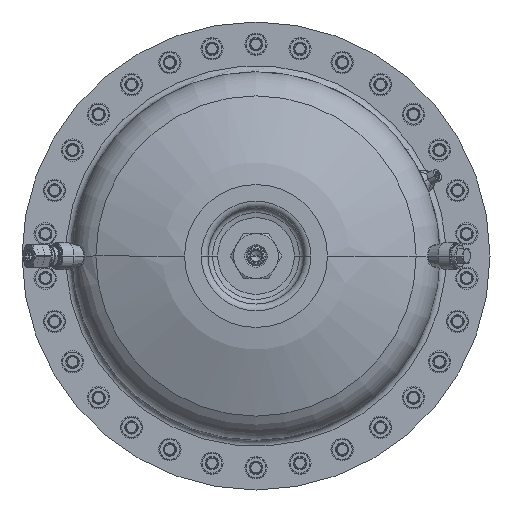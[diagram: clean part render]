
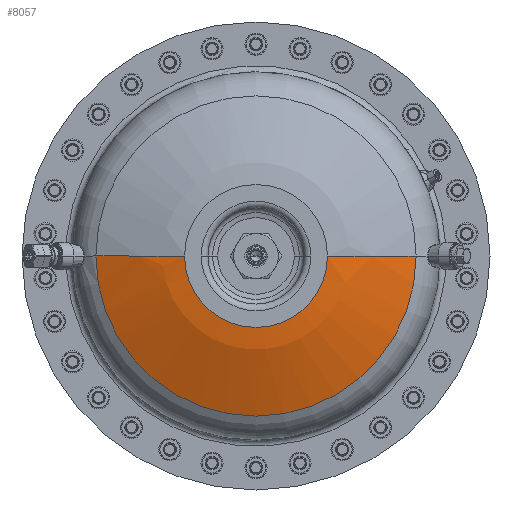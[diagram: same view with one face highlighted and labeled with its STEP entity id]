
A CAD part, front view. The second image highlights one B-rep face of the part: STEP entity #8057.
In plain terms, the highlighted spherical face has radius 304 mm.
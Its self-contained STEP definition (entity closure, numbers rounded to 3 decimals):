
#6285=CARTESIAN_POINT('',(0.,81.,0.));
#6286=DIRECTION('',(0.,-1.,0.));
#6287=DIRECTION('',(1.,0.,0.));
#6288=AXIS2_PLACEMENT_3D('',#6285,#6286,#6287);
#6294=CARTESIAN_POINT('',(0.,-222.39,0.));
#6295=DIRECTION('',(0.,0.,1.));
#6296=DIRECTION('',(0.428,0.904,0.));
#6297=AXIS2_PLACEMENT_3D('',#6294,#6295,#6296);
#6299=CARTESIAN_POINT('',(0.,52.391,0.));
#6300=DIRECTION('',(0.,-1.,0.));
#6301=DIRECTION('',(1.,0.,0.));
#6302=AXIS2_PLACEMENT_3D('',#6299,#6300,#6301);
#6304=CARTESIAN_POINT('',(0.,-222.39,0.));
#6305=DIRECTION('',(0.,0.,-1.));
#6306=DIRECTION('',(-0.428,0.904,0.));
#6307=AXIS2_PLACEMENT_3D('',#6304,#6305,#6306);
#7682=CARTESIAN_POINT('',(19.25,81.,0.));
#7684=VERTEX_POINT('',#7682);
#7702=CARTESIAN_POINT('',(130.044,52.391,0.));
#7703=VERTEX_POINT('',#7702);
#7704=CARTESIAN_POINT('',(-19.25,81.,0.));
#7706=VERTEX_POINT('',#7704);
#7724=CARTESIAN_POINT('',(-130.044,52.391,
0.));
#7725=VERTEX_POINT('',#7724);
#8043=CARTESIAN_POINT('',(0.,-222.39,0.));
#8044=DIRECTION('',(0.,1.,0.));
#8045=DIRECTION('',(1.,0.,0.));
#8046=AXIS2_PLACEMENT_3D('',#8043,#8044,#8045);
#8047=SPHERICAL_SURFACE('',#8046,304.);
#8049=ORIENTED_EDGE('',*,*,#8048,.F.);
#8051=ORIENTED_EDGE('',*,*,#8050,.T.);
#8053=ORIENTED_EDGE('',*,*,#8052,.T.);
#8054=ORIENTED_EDGE('',*,*,#8035,.F.);
#8055=EDGE_LOOP('',(#8049,#8051,#8053,#8054));
#8056=FACE_OUTER_BOUND('',#8055,.F.);
#8057=ADVANCED_FACE('',(#8056),#8047,.T.);
#6289=CIRCLE('',#6288,19.25);
#6298=CIRCLE('',#6297,304.);
#6303=CIRCLE('',#6302,130.044);
#6308=CIRCLE('',#6307,304.);
#8035=EDGE_CURVE('',#7684,#7706,#6289,.T.);
#8048=EDGE_CURVE('',#7703,#7684,#6298,.T.);
#8050=EDGE_CURVE('',#7703,#7725,#6303,.T.);
#8052=EDGE_CURVE('',#7725,#7706,#6308,.T.);
